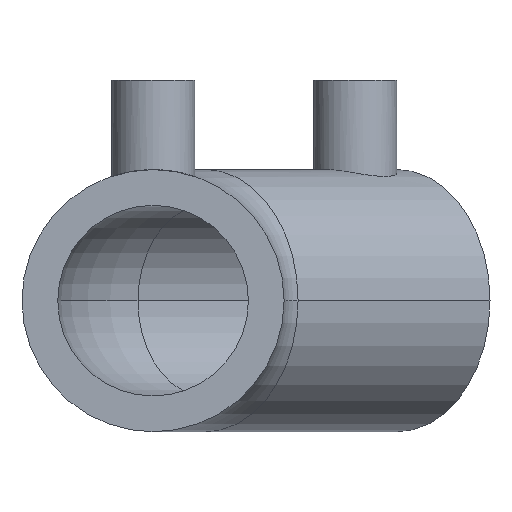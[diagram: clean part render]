
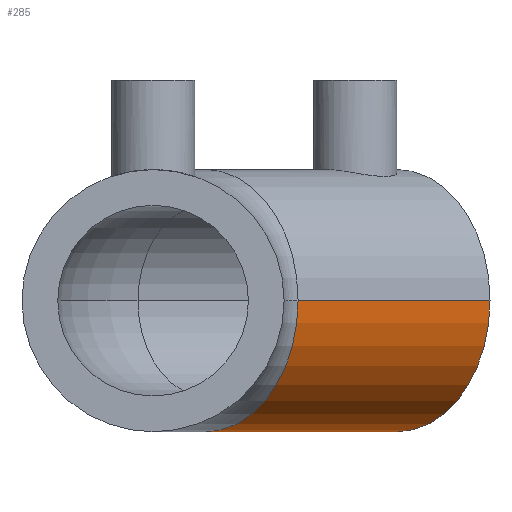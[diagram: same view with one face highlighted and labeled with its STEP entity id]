
A CAD part, front view. The second image highlights one B-rep face of the part: STEP entity #285.
In plain terms, the highlighted cylindrical face has radius 22 mm (diameter 44 mm), a partial arc.
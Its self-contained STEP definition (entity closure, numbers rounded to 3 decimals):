
#2 = DIRECTION ( 'NONE',  ( 0.707, 0.707, 0. ) ) ;
#10 = CARTESIAN_POINT ( 'NONE',  ( -6.77, 82.336, 0. ) ) ;
#12 = VERTEX_POINT ( 'NONE', #50 ) ;
#13 = DIRECTION ( 'NONE',  ( 0.707, 0.707, 0. ) ) ;
#27 = EDGE_CURVE ( 'NONE', #326, #76, #782, .T. ) ;
#50 = CARTESIAN_POINT ( 'NONE',  ( -6.77, 82.336, 0. ) ) ;
#76 = VERTEX_POINT ( 'NONE', #850 ) ;
#83 = DIRECTION ( 'NONE',  ( 0.707, 0.707, 0. ) ) ;
#97 = EDGE_CURVE ( 'NONE', #76, #675, #228, .T. ) ;
#117 = DIRECTION ( 'NONE',  ( 0.707, 0.707, 0. ) ) ;
#129 = CARTESIAN_POINT ( 'NONE',  ( 41.007, 99., 0. ) ) ;
#228 = CIRCLE ( 'NONE', #797, 22. ) ;
#235 = VECTOR ( 'NONE', #117, 1000. ) ;
#241 = EDGE_LOOP ( 'NONE', ( #608, #685, #335, #925 ) ) ;
#285 = ADVANCED_FACE ( 'NONE', ( #905 ), #488, .T. ) ;
#326 = VERTEX_POINT ( 'NONE', #1028 ) ;
#335 = ORIENTED_EDGE ( 'NONE', *, *, #577, .T. ) ;
#341 = AXIS2_PLACEMENT_3D ( 'NONE', #661, #13, #414 ) ;
#364 = CARTESIAN_POINT ( 'NONE',  ( 25.451, 114.556, 0. ) ) ;
#396 = VECTOR ( 'NONE', #2, 1000. ) ;
#405 = DIRECTION ( 'NONE',  ( -0.707, 0.707, 0. ) ) ;
#414 = DIRECTION ( 'NONE',  ( 0., 0., 1. ) ) ;
#488 = CYLINDRICAL_SURFACE ( 'NONE', #957, 22. ) ;
#509 = EDGE_CURVE ( 'NONE', #326, #12, #934, .T. ) ;
#515 = DIRECTION ( 'NONE',  ( 0., 0., 1. ) ) ;
#577 = EDGE_CURVE ( 'NONE', #12, #675, #738, .T. ) ;
#608 = ORIENTED_EDGE ( 'NONE', *, *, #27, .F. ) ;
#661 = CARTESIAN_POINT ( 'NONE',  ( 8.787, 66.78, 0. ) ) ;
#675 = VERTEX_POINT ( 'NONE', #364 ) ;
#685 = ORIENTED_EDGE ( 'NONE', *, *, #509, .T. ) ;
#738 = LINE ( 'NONE', #10, #396 ) ;
#774 = CARTESIAN_POINT ( 'NONE',  ( 24.343, 51.223, 0. ) ) ;
#782 = LINE ( 'NONE', #774, #235 ) ;
#797 = AXIS2_PLACEMENT_3D ( 'NONE', #129, #960, #515 ) ;
#819 = CARTESIAN_POINT ( 'NONE',  ( 8.787, 66.78, 0. ) ) ;
#850 = CARTESIAN_POINT ( 'NONE',  ( 56.563, 83.444, 0. ) ) ;
#905 = FACE_OUTER_BOUND ( 'NONE', #241, .T. ) ;
#925 = ORIENTED_EDGE ( 'NONE', *, *, #97, .F. ) ;
#934 = CIRCLE ( 'NONE', #341, 22. ) ;
#957 = AXIS2_PLACEMENT_3D ( 'NONE', #819, #83, #405 ) ;
#960 = DIRECTION ( 'NONE',  ( 0.707, 0.707, 0. ) ) ;
#1028 = CARTESIAN_POINT ( 'NONE',  ( 24.343, 51.223, 0. ) ) ;
